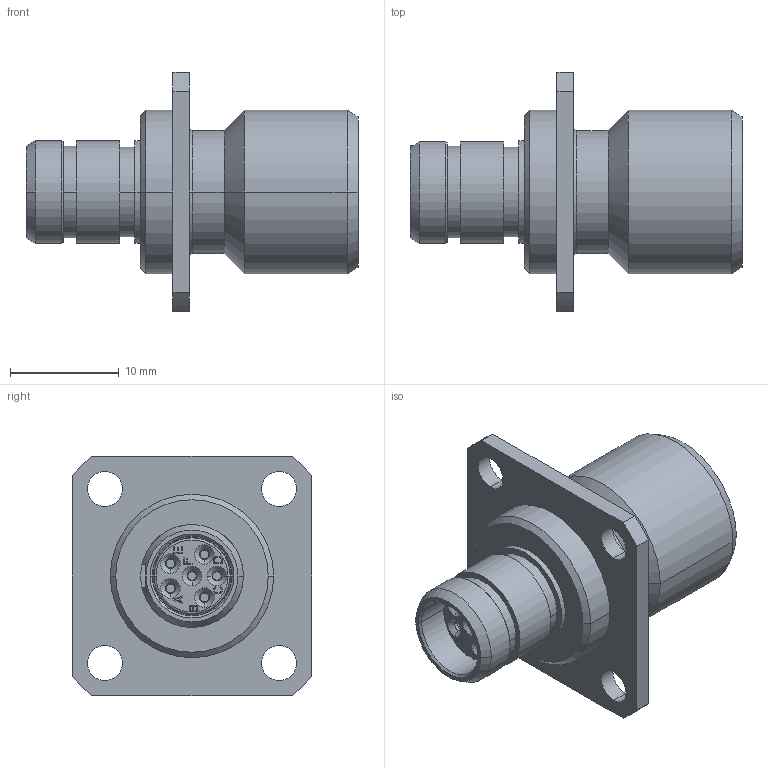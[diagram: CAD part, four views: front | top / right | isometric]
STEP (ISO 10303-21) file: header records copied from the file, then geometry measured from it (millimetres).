
FILE_DESCRIPTION((''),'2;1');
FILE_NAME('1332ER006FS','2024-07-25T13:57:07',('paultorloting'),('NET AG system integration'),'CREO PARAMETRIC BY PTC INC, 2021404','CREO PARAMETRIC BY PTC INC, 2021404','');
FILE_SCHEMA(('AUTOMOTIVE_DESIGN { 1 0 10303 214 1 1 1 1 }'));
Length unit declared in the file: millimetre
Products named in the file (1): 1332ER006FS
Bounding box: 30.5 x 22 x 22 mm (x, y, z)
Volume: 2750.4 mm3; surface area: 4271.2 mm2
Topology: 1 solids, 7 shells, 686 faces, 1754 edges, 1138 vertices
Faces by surface type: plane 410, cylinder 168, cone 53, torus 49, bspline 6
Entity records: 27667 total; most frequent: CARTESIAN_POINT 5747, ORIENTED_EDGE 3508, DIRECTION 3481, EDGE_CURVE 1754, VECTOR 1216, LINE 1216, VERTEX_POINT 1138, AXIS2_PLACEMENT_3D 1131
